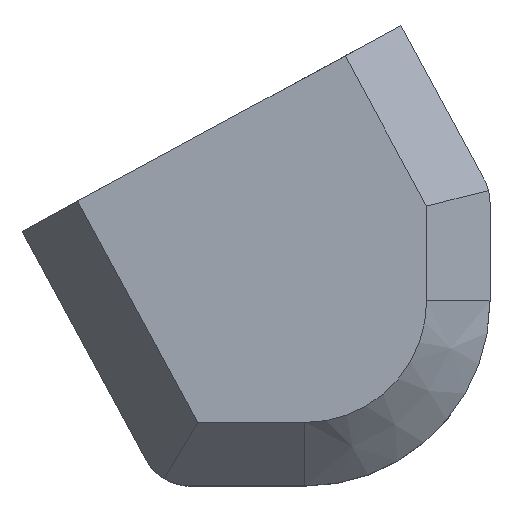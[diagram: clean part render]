
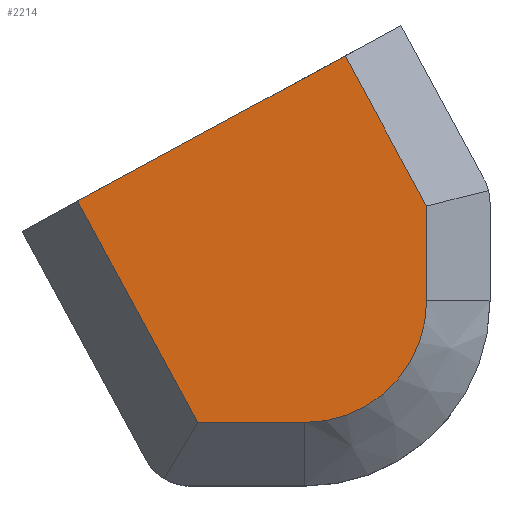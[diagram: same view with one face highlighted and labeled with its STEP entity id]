
A CAD part, top view. The second image highlights one B-rep face of the part: STEP entity #2214.
In plain terms, the highlighted face is planar.
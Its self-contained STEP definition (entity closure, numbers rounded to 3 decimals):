
#90=CIRCLE('',#2324,9.6);
#315=FACE_OUTER_BOUND('',#447,.T.);
#447=EDGE_LOOP('',(#2022,#2023,#2024,#2025,#2026,#2027));
#595=LINE('',#3812,#805);
#597=LINE('',#3816,#807);
#606=LINE('',#3837,#816);
#608=LINE('',#3841,#818);
#643=LINE('',#3947,#853);
#805=VECTOR('',#2706,10.);
#807=VECTOR('',#2710,10.);
#816=VECTOR('',#2729,10.);
#818=VECTOR('',#2733,10.);
#853=VECTOR('',#2872,10.);
#1032=VERTEX_POINT('',#3809);
#1033=VERTEX_POINT('',#3811);
#1034=VERTEX_POINT('',#3815);
#1040=VERTEX_POINT('',#3834);
#1041=VERTEX_POINT('',#3836);
#1042=VERTEX_POINT('',#3840);
#1306=EDGE_CURVE('',#1033,#1032,#595,.T.);
#1308=EDGE_CURVE('',#1034,#1033,#597,.T.);
#1319=EDGE_CURVE('',#1041,#1040,#606,.T.);
#1321=EDGE_CURVE('',#1042,#1041,#608,.T.);
#1325=EDGE_CURVE('',#1040,#1034,#90,.T.);
#1373=EDGE_CURVE('',#1042,#1032,#643,.T.);
#2022=ORIENTED_EDGE('',*,*,#1321,.T.);
#2023=ORIENTED_EDGE('',*,*,#1319,.T.);
#2024=ORIENTED_EDGE('',*,*,#1325,.T.);
#2025=ORIENTED_EDGE('',*,*,#1308,.T.);
#2026=ORIENTED_EDGE('',*,*,#1306,.T.);
#2027=ORIENTED_EDGE('',*,*,#1373,.F.);
#2092=PLANE('',#2385);
#2214=ADVANCED_FACE('',(#315),#2092,.F.);
#2324=AXIS2_PLACEMENT_3D('',#3848,#2742,#2743);
#2385=AXIS2_PLACEMENT_3D('',#3986,#2911,#2912);
#2706=DIRECTION('',(-0.477,-0.879,0.));
#2710=DIRECTION('',(0.,-1.,0.));
#2729=DIRECTION('',(1.,0.,0.));
#2733=DIRECTION('',(0.477,0.879,0.));
#2742=DIRECTION('center_axis',(0.,0.,-1.));
#2743=DIRECTION('ref_axis',(1.,0.,0.));
#2872=DIRECTION('',(0.879,-0.477,0.));
#2911=DIRECTION('center_axis',(0.,0.,1.));
#2912=DIRECTION('ref_axis',(1.,0.,0.));
#3809=CARTESIAN_POINT('',(53.471,73.382,-10.));
#3811=CARTESIAN_POINT('',(59.9,85.231,-10.));
#3812=CARTESIAN_POINT('',(55.976,77.999,-10.));
#3815=CARTESIAN_POINT('',(59.9,92.7,-10.));
#3816=CARTESIAN_POINT('',(59.9,86.555,-10.));
#3834=CARTESIAN_POINT('',(50.3,102.3,-10.));
#3836=CARTESIAN_POINT('',(41.856,102.3,-10.));
#3837=CARTESIAN_POINT('',(48.37,102.3,-10.));
#3840=CARTESIAN_POINT('',(32.376,84.828,-10.));
#3841=CARTESIAN_POINT('',(40.331,99.489,-10.));
#3848=CARTESIAN_POINT('Origin',(50.3,92.7,-10.));
#3947=CARTESIAN_POINT('',(27.981,87.213,-10.));
#3986=CARTESIAN_POINT('Origin',(46.441,89.149,-10.));
